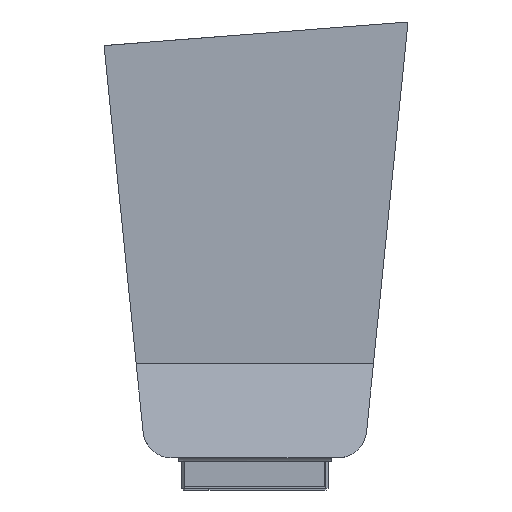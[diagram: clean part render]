
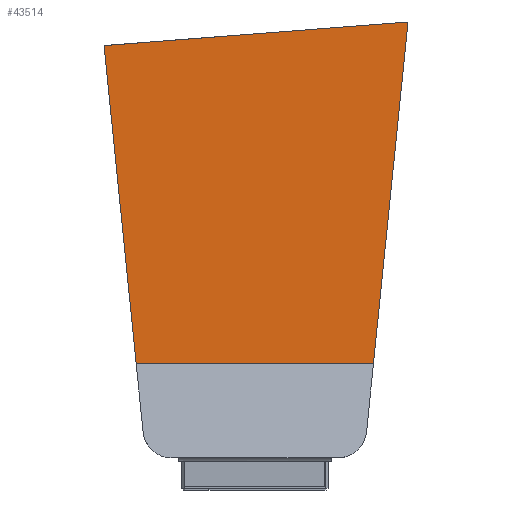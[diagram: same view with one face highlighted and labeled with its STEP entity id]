
A CAD part, front view. The second image highlights one B-rep face of the part: STEP entity #43514.
In plain terms, the highlighted face is planar.
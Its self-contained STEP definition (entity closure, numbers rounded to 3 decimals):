
#31077=DIRECTION('',(-0.101,0.,0.995));
#31078=VECTOR('',#31077,291.478);
#31079=CARTESIAN_POINT('',(130.,12.5,0.));
#31080=LINE('',#31079,#31078);
#31084=DIRECTION('',(-0.101,0.,-0.995));
#31085=VECTOR('',#31084,271.376);
#31086=CARTESIAN_POINT('',(-100.687,12.5,290.));
#31087=LINE('',#31086,#31085);
#31091=DIRECTION('',(0.997,0.,-0.077));
#31092=VECTOR('',#31091,258.752);
#31093=CARTESIAN_POINT('',(-127.978,12.5,20.));
#31094=LINE('',#31093,#31092);
#31105=DIRECTION('',(1.,0.,0.));
#31106=VECTOR('',#31105,201.374);
#31107=CARTESIAN_POINT('',(-100.687,12.5,290.));
#31108=LINE('',#31107,#31106);
#40086=CARTESIAN_POINT('',(100.687,12.5,290.));
#40087=VERTEX_POINT('',#40086);
#40088=CARTESIAN_POINT('',(130.,12.5,0.));
#40089=VERTEX_POINT('',#40088);
#40130=CARTESIAN_POINT('',(-127.978,12.5,20.));
#40131=VERTEX_POINT('',#40130);
#40132=CARTESIAN_POINT('',(-100.687,12.5,290.));
#40133=VERTEX_POINT('',#40132);
#43502=CARTESIAN_POINT('',(0.,12.5,0.));
#43503=DIRECTION('',(0.,1.,0.));
#43504=DIRECTION('',(0.,0.,-1.));
#43505=AXIS2_PLACEMENT_3D('',#43502,#43503,#43504);
#43506=PLANE('',#43505);
#43507=ORIENTED_EDGE('',*,*,#42714,.T.);
#43509=ORIENTED_EDGE('',*,*,#43508,.F.);
#43510=ORIENTED_EDGE('',*,*,#42877,.T.);
#43511=ORIENTED_EDGE('',*,*,#43480,.T.);
#43512=EDGE_LOOP('',(#43507,#43509,#43510,#43511));
#43513=FACE_OUTER_BOUND('',#43512,.F.);
#42714=EDGE_CURVE('',#40089,#40087,#31080,.T.);
#42877=EDGE_CURVE('',#40133,#40131,#31087,.T.);
#43480=EDGE_CURVE('',#40131,#40089,#31094,.T.);
#43508=EDGE_CURVE('',#40133,#40087,#31108,.T.);
#43514=ADVANCED_FACE('',(#43513),#43506,.T.);
